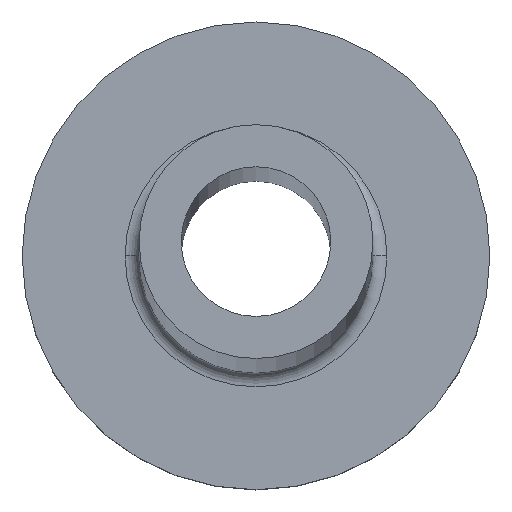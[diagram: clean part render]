
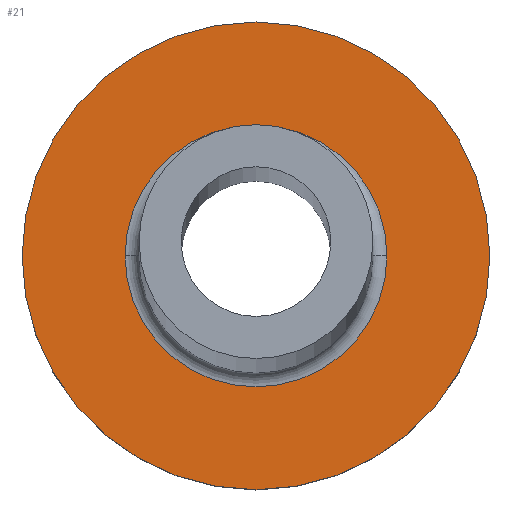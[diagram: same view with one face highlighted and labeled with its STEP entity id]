
A CAD part, top view. The second image highlights one B-rep face of the part: STEP entity #21.
In plain terms, the highlighted planar face has unit normal (0, 0, 1).
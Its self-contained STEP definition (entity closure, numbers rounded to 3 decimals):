
#13 = EDGE_CURVE ( 'NONE', #210, #275, #41, .T. ) ;
#17 = AXIS2_PLACEMENT_3D ( 'NONE', #158, #328, #259 ) ;
#20 = CARTESIAN_POINT ( 'NONE',  ( -2.8, 0., 3. ) ) ;
#21 = ADVANCED_FACE ( 'NONE', ( #295, #35 ), #237, .T. ) ;
#26 = CARTESIAN_POINT ( 'NONE',  ( 0., 0., 3. ) ) ;
#30 = EDGE_LOOP ( 'NONE', ( #199, #369 ) ) ;
#32 = CIRCLE ( 'NONE', #240, 2.8 ) ;
#35 = FACE_OUTER_BOUND ( 'NONE', #30, .T. ) ;
#41 = CIRCLE ( 'NONE', #150, 2.8 ) ;
#53 = DIRECTION ( 'NONE',  ( 0., 0., 1. ) ) ;
#58 = DIRECTION ( 'NONE',  ( 0., 0., -1. ) ) ;
#61 = DIRECTION ( 'NONE',  ( 1., 0., 0. ) ) ;
#70 = CARTESIAN_POINT ( 'NONE',  ( 0., 0., 3. ) ) ;
#71 = ORIENTED_EDGE ( 'NONE', *, *, #13, .T. ) ;
#75 = CARTESIAN_POINT ( 'NONE',  ( -5., 0., 3. ) ) ;
#89 = CARTESIAN_POINT ( 'NONE',  ( 0., 0., 3. ) ) ;
#99 = DIRECTION ( 'NONE',  ( 1., 0., 0. ) ) ;
#100 = VERTEX_POINT ( 'NONE', #128 ) ;
#102 = CARTESIAN_POINT ( 'NONE',  ( 0., 0., 3. ) ) ;
#128 = CARTESIAN_POINT ( 'NONE',  ( 5., 0., 3. ) ) ;
#149 = EDGE_CURVE ( 'NONE', #100, #258, #260, .T. ) ;
#150 = AXIS2_PLACEMENT_3D ( 'NONE', #89, #58, #61 ) ;
#156 = EDGE_CURVE ( 'NONE', #275, #210, #32, .T. ) ;
#158 = CARTESIAN_POINT ( 'NONE',  ( 0., 0., 3. ) ) ;
#166 = DIRECTION ( 'NONE',  ( 0., 0., 1. ) ) ;
#199 = ORIENTED_EDGE ( 'NONE', *, *, #330, .T. ) ;
#204 = CIRCLE ( 'NONE', #268, 5. ) ;
#210 = VERTEX_POINT ( 'NONE', #220 ) ;
#220 = CARTESIAN_POINT ( 'NONE',  ( 2.8, 0., 3. ) ) ;
#237 = PLANE ( 'NONE',  #17 ) ;
#240 = AXIS2_PLACEMENT_3D ( 'NONE', #102, #244, #99 ) ;
#244 = DIRECTION ( 'NONE',  ( 0., 0., -1. ) ) ;
#252 = ORIENTED_EDGE ( 'NONE', *, *, #156, .T. ) ;
#254 = DIRECTION ( 'NONE',  ( 1., 0., 0. ) ) ;
#258 = VERTEX_POINT ( 'NONE', #75 ) ;
#259 = DIRECTION ( 'NONE',  ( 1., 0., 0. ) ) ;
#260 = CIRCLE ( 'NONE', #364, 5. ) ;
#268 = AXIS2_PLACEMENT_3D ( 'NONE', #26, #53, #254 ) ;
#275 = VERTEX_POINT ( 'NONE', #20 ) ;
#295 = FACE_BOUND ( 'NONE', #380, .T. ) ;
#304 = DIRECTION ( 'NONE',  ( 1., 0., 0. ) ) ;
#328 = DIRECTION ( 'NONE',  ( 0., 0., 1. ) ) ;
#330 = EDGE_CURVE ( 'NONE', #258, #100, #204, .T. ) ;
#364 = AXIS2_PLACEMENT_3D ( 'NONE', #70, #166, #304 ) ;
#369 = ORIENTED_EDGE ( 'NONE', *, *, #149, .T. ) ;
#380 = EDGE_LOOP ( 'NONE', ( #71, #252 ) ) ;
